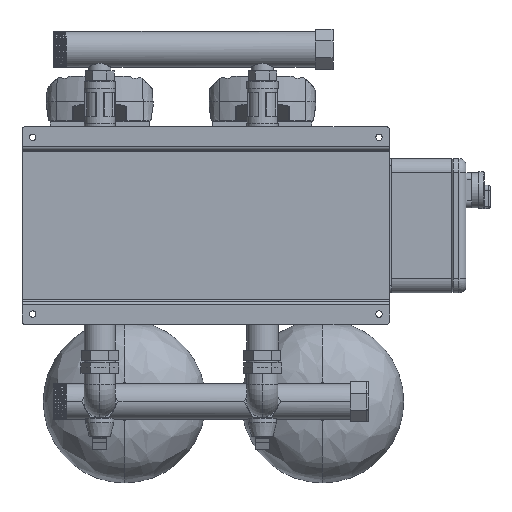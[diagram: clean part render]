
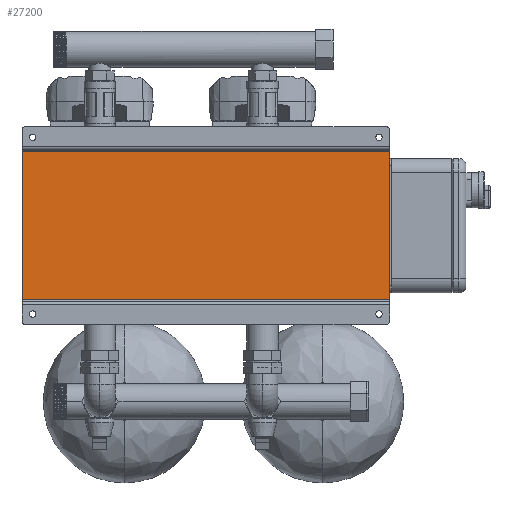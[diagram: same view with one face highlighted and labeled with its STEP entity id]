
A CAD part, front view. The second image highlights one B-rep face of the part: STEP entity #27200.
In plain terms, the highlighted planar face has unit normal (0, -1, 0).
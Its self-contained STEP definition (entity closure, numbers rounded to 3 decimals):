
#1088 = AXIS2_PLACEMENT_3D ( 'NONE', #20753, #159935, #46856 ) ;
#1956 = DIRECTION ( 'NONE',  ( 0., 0., -1. ) ) ;
#3011 = PLANE ( 'NONE',  #1088 ) ;
#4999 = LINE ( 'NONE', #106552, #104306 ) ;
#8747 = VECTOR ( 'NONE', #22203, 1000. ) ;
#10346 = LINE ( 'NONE', #126651, #8747 ) ;
#20753 = CARTESIAN_POINT ( 'NONE',  ( 260., 51., -105. ) ) ;
#22203 = DIRECTION ( 'NONE',  ( -1., 0., 0. ) ) ;
#25833 = EDGE_CURVE ( 'NONE', #152384, #97163, #4999, .T. ) ;
#27200 = ADVANCED_FACE ( 'NONE', ( #117616 ), #3011, .F. ) ;
#28181 = CARTESIAN_POINT ( 'NONE',  ( 260., 51., 105. ) ) ;
#30905 = LINE ( 'NONE', #104958, #71174 ) ;
#42301 = VERTEX_POINT ( 'NONE', #56120 ) ;
#46040 = EDGE_CURVE ( 'NONE', #114258, #152384, #58291, .T. ) ;
#46856 = DIRECTION ( 'NONE',  ( 0., 0., 1. ) ) ;
#52684 = EDGE_CURVE ( 'NONE', #42301, #97163, #30905, .T. ) ;
#54790 = ORIENTED_EDGE ( 'NONE', *, *, #52684, .T. ) ;
#56120 = CARTESIAN_POINT ( 'NONE',  ( -260., 51., 105. ) ) ;
#58291 = LINE ( 'NONE', #28181, #165034 ) ;
#65553 = ORIENTED_EDGE ( 'NONE', *, *, #25833, .F. ) ;
#71174 = VECTOR ( 'NONE', #146463, 1000. ) ;
#85652 = CARTESIAN_POINT ( 'NONE',  ( 260., 51., 105. ) ) ;
#97163 = VERTEX_POINT ( 'NONE', #140366 ) ;
#104306 = VECTOR ( 'NONE', #117560, 1000. ) ;
#104958 = CARTESIAN_POINT ( 'NONE',  ( -260., 51., -105. ) ) ;
#106552 = CARTESIAN_POINT ( 'NONE',  ( 260., 51., -105. ) ) ;
#113812 = ORIENTED_EDGE ( 'NONE', *, *, #46040, .F. ) ;
#114258 = VERTEX_POINT ( 'NONE', #85652 ) ;
#117560 = DIRECTION ( 'NONE',  ( -1., 0., 0. ) ) ;
#117616 = FACE_OUTER_BOUND ( 'NONE', #130925, .T. ) ;
#126651 = CARTESIAN_POINT ( 'NONE',  ( 260., 51., 105. ) ) ;
#130925 = EDGE_LOOP ( 'NONE', ( #54790, #65553, #113812, #144291 ) ) ;
#140366 = CARTESIAN_POINT ( 'NONE',  ( -260., 51., -105. ) ) ;
#144291 = ORIENTED_EDGE ( 'NONE', *, *, #154818, .T. ) ;
#146463 = DIRECTION ( 'NONE',  ( 0., 0., -1. ) ) ;
#148039 = CARTESIAN_POINT ( 'NONE',  ( 260., 51., -105. ) ) ;
#152384 = VERTEX_POINT ( 'NONE', #148039 ) ;
#154818 = EDGE_CURVE ( 'NONE', #114258, #42301, #10346, .T. ) ;
#159935 = DIRECTION ( 'NONE',  ( 0., 1., 0. ) ) ;
#165034 = VECTOR ( 'NONE', #1956, 1000. ) ;
